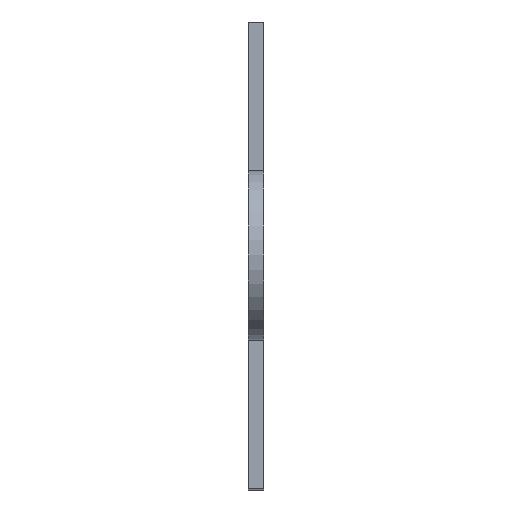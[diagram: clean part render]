
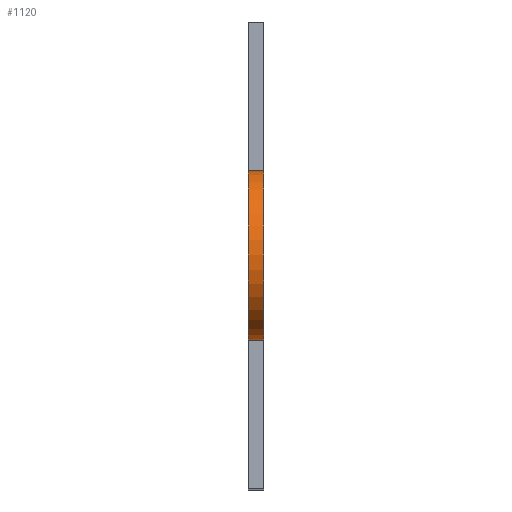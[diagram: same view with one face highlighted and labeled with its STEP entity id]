
A CAD part, top view. The second image highlights one B-rep face of the part: STEP entity #1120.
In plain terms, the highlighted cylindrical face has radius 8 mm (diameter 16 mm), a partial arc.
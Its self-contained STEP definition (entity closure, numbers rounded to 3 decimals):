
#50=CYLINDRICAL_SURFACE('',#1257,8.);
#160=FACE_OUTER_BOUND('',#243,.T.);
#243=EDGE_LOOP('',(#991,#992,#993,#994));
#279=CIRCLE('',#1140,8.);
#350=CIRCLE('',#1258,8.);
#423=LINE('',#1880,#501);
#424=LINE('',#1884,#502);
#501=VECTOR('',#1573,10.);
#502=VECTOR('',#1578,10.);
#511=VERTEX_POINT('',#1600);
#512=VERTEX_POINT('',#1602);
#604=VERTEX_POINT('',#1878);
#605=VERTEX_POINT('',#1882);
#611=EDGE_CURVE('',#511,#512,#279,.T.);
#750=EDGE_CURVE('',#604,#512,#423,.T.);
#751=EDGE_CURVE('',#605,#604,#350,.T.);
#752=EDGE_CURVE('',#605,#511,#424,.T.);
#991=ORIENTED_EDGE('',*,*,#751,.T.);
#992=ORIENTED_EDGE('',*,*,#750,.T.);
#993=ORIENTED_EDGE('',*,*,#611,.F.);
#994=ORIENTED_EDGE('',*,*,#752,.F.);
#1120=ADVANCED_FACE('',(#160),#50,.T.);
#1140=AXIS2_PLACEMENT_3D('',#1603,#1271,#1272);
#1257=AXIS2_PLACEMENT_3D('',#1881,#1574,#1575);
#1258=AXIS2_PLACEMENT_3D('',#1883,#1576,#1577);
#1271=DIRECTION('center_axis',(1.,0.,0.));
#1272=DIRECTION('ref_axis',(0.,0.,-1.));
#1573=DIRECTION('',(1.,0.,0.));
#1574=DIRECTION('center_axis',(1.,0.,0.));
#1575=DIRECTION('ref_axis',(0.,0.,1.));
#1576=DIRECTION('center_axis',(1.,0.,0.));
#1577=DIRECTION('ref_axis',(0.,0.,-1.));
#1578=DIRECTION('',(1.,0.,0.));
#1600=CARTESIAN_POINT('',(-39.5,9.5,44.));
#1602=CARTESIAN_POINT('',(-39.5,-6.5,44.));
#1603=CARTESIAN_POINT('Origin',(-39.5,1.5,44.));
#1878=CARTESIAN_POINT('',(-41.,-6.5,44.));
#1880=CARTESIAN_POINT('',(-41.,-6.5,44.));
#1881=CARTESIAN_POINT('Origin',(-41.,1.5,44.));
#1882=CARTESIAN_POINT('',(-41.,9.5,44.));
#1883=CARTESIAN_POINT('Origin',(-41.,1.5,44.));
#1884=CARTESIAN_POINT('',(-41.,9.5,44.));
